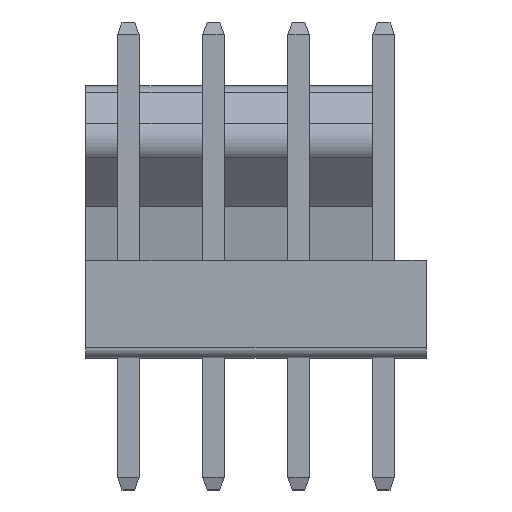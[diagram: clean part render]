
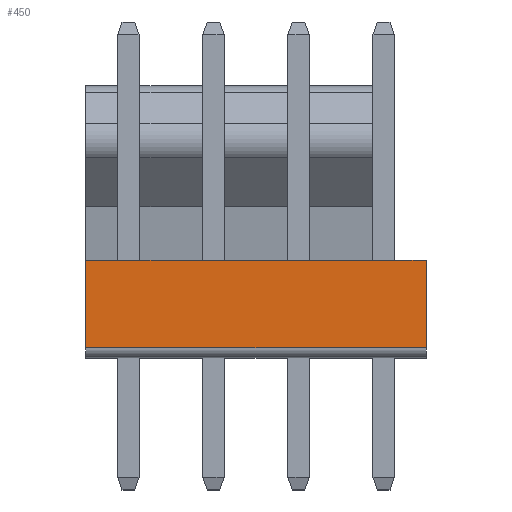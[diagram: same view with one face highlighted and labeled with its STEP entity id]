
A CAD part, top view. The second image highlights one B-rep face of the part: STEP entity #450.
In plain terms, the highlighted planar face has unit normal (0, 0, 1).
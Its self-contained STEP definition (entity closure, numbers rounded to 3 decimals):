
#450 = ADVANCED_FACE('',(#451),#493,.T.);
#451 = FACE_BOUND('',#452,.T.);
#452 = EDGE_LOOP('',(#453,#463,#471,#479,#487));
#453 = ORIENTED_EDGE('',*,*,#454,.T.);
#454 = EDGE_CURVE('',#455,#457,#459,.T.);
#455 = VERTEX_POINT('',#456);
#456 = CARTESIAN_POINT('',(-8.89,0.305,2.54));
#457 = VERTEX_POINT('',#458);
#458 = CARTESIAN_POINT('',(1.27,0.305,2.54));
#459 = LINE('',#460,#461);
#460 = CARTESIAN_POINT('',(-8.89,0.305,2.54));
#461 = VECTOR('',#462,1.);
#462 = DIRECTION('',(1.,0.,0.));
#463 = ORIENTED_EDGE('',*,*,#464,.T.);
#464 = EDGE_CURVE('',#457,#465,#467,.T.);
#465 = VERTEX_POINT('',#466);
#466 = CARTESIAN_POINT('',(1.27,2.921,2.54));
#467 = LINE('',#468,#469);
#468 = CARTESIAN_POINT('',(1.27,0.305,2.54));
#469 = VECTOR('',#470,1.);
#470 = DIRECTION('',(0.,1.,0.));
#471 = ORIENTED_EDGE('',*,*,#472,.F.);
#472 = EDGE_CURVE('',#473,#465,#475,.T.);
#473 = VERTEX_POINT('',#474);
#474 = CARTESIAN_POINT('',(0.,2.921,2.54));
#475 = LINE('',#476,#477);
#476 = CARTESIAN_POINT('',(-8.89,2.921,2.54));
#477 = VECTOR('',#478,1.);
#478 = DIRECTION('',(1.,0.,0.));
#479 = ORIENTED_EDGE('',*,*,#480,.F.);
#480 = EDGE_CURVE('',#481,#473,#483,.T.);
#481 = VERTEX_POINT('',#482);
#482 = CARTESIAN_POINT('',(-8.89,2.921,2.54));
#483 = LINE('',#484,#485);
#484 = CARTESIAN_POINT('',(-8.89,2.921,2.54));
#485 = VECTOR('',#486,1.);
#486 = DIRECTION('',(1.,0.,0.));
#487 = ORIENTED_EDGE('',*,*,#488,.F.);
#488 = EDGE_CURVE('',#455,#481,#489,.T.);
#489 = LINE('',#490,#491);
#490 = CARTESIAN_POINT('',(-8.89,0.305,2.54));
#491 = VECTOR('',#492,1.);
#492 = DIRECTION('',(0.,1.,0.));
#493 = PLANE('',#494);
#494 = AXIS2_PLACEMENT_3D('',#495,#496,#497);
#495 = CARTESIAN_POINT('',(-8.89,0.305,2.54));
#496 = DIRECTION('',(0.,0.,1.));
#497 = DIRECTION('',(0.,1.,0.));
